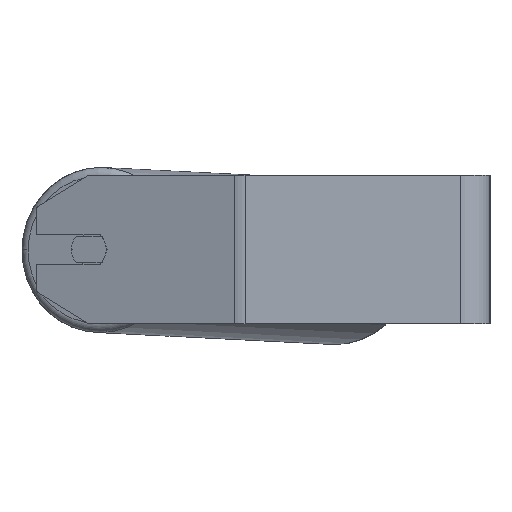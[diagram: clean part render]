
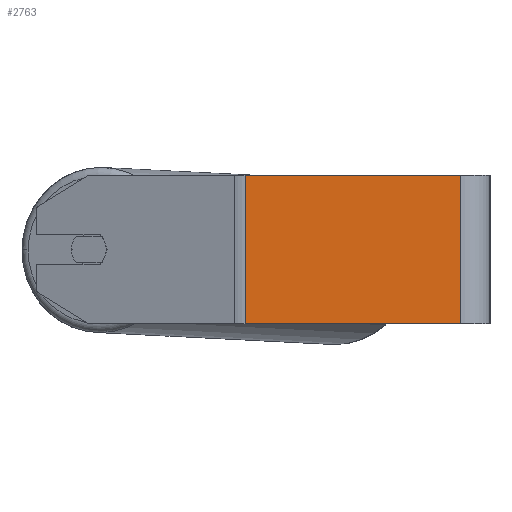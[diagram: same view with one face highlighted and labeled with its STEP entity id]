
A CAD part, left-side view. The second image highlights one B-rep face of the part: STEP entity #2763.
In plain terms, the highlighted planar face has unit normal (-1, 0, 0).
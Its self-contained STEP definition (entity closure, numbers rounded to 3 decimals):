
#48 = VECTOR ( 'NONE', #3339, 1000. ) ;
#233 = CARTESIAN_POINT ( 'NONE',  ( -420., 134.723, 40. ) ) ;
#268 = ORIENTED_EDGE ( 'NONE', *, *, #1280, .T. ) ;
#356 = DIRECTION ( 'NONE',  ( 0., 0., -1. ) ) ;
#1280 = EDGE_CURVE ( 'NONE', #3221, #6660, #6518, .T. ) ;
#1439 = LINE ( 'NONE', #5007, #5586 ) ;
#1461 = CARTESIAN_POINT ( 'NONE',  ( -420., 134.723, 40. ) ) ;
#1505 = CARTESIAN_POINT ( 'NONE',  ( -420., 131.902, 40. ) ) ;
#1852 = CARTESIAN_POINT ( 'NONE',  ( -420., 16., 40. ) ) ;
#2020 = LINE ( 'NONE', #1461, #48 ) ;
#2136 = EDGE_CURVE ( 'NONE', #5168, #3052, #1439, .T. ) ;
#2257 = CARTESIAN_POINT ( 'NONE',  ( -420., 16., -40. ) ) ;
#2496 = DIRECTION ( 'NONE',  ( 0., -1., 0. ) ) ;
#2763 = ADVANCED_FACE ( 'NONE', ( #5298 ), #4718, .F. ) ;
#2903 = ORIENTED_EDGE ( 'NONE', *, *, #2136, .F. ) ;
#3052 = VERTEX_POINT ( 'NONE', #2257 ) ;
#3063 = AXIS2_PLACEMENT_3D ( 'NONE', #233, #5885, #6987 ) ;
#3171 = EDGE_LOOP ( 'NONE', ( #4656, #2903, #4754, #268 ) ) ;
#3221 = VERTEX_POINT ( 'NONE', #1505 ) ;
#3339 = DIRECTION ( 'NONE',  ( 0., -1., 0. ) ) ;
#3690 = CARTESIAN_POINT ( 'NONE',  ( -420., 131.902, 40. ) ) ;
#4656 = ORIENTED_EDGE ( 'NONE', *, *, #6091, .T. ) ;
#4718 = PLANE ( 'NONE',  #3063 ) ;
#4754 = ORIENTED_EDGE ( 'NONE', *, *, #6271, .F. ) ;
#5007 = CARTESIAN_POINT ( 'NONE',  ( -420., 16., 40. ) ) ;
#5168 = VERTEX_POINT ( 'NONE', #1852 ) ;
#5298 = FACE_OUTER_BOUND ( 'NONE', #3171, .T. ) ;
#5308 = LINE ( 'NONE', #6481, #6342 ) ;
#5586 = VECTOR ( 'NONE', #6237, 1000. ) ;
#5885 = DIRECTION ( 'NONE',  ( 1., 0., 0. ) ) ;
#6091 = EDGE_CURVE ( 'NONE', #6660, #3052, #5308, .T. ) ;
#6237 = DIRECTION ( 'NONE',  ( 0., 0., -1. ) ) ;
#6271 = EDGE_CURVE ( 'NONE', #3221, #5168, #2020, .T. ) ;
#6342 = VECTOR ( 'NONE', #2496, 1000. ) ;
#6481 = CARTESIAN_POINT ( 'NONE',  ( -420., 134.723, -40. ) ) ;
#6518 = LINE ( 'NONE', #3690, #6641 ) ;
#6641 = VECTOR ( 'NONE', #356, 1000. ) ;
#6660 = VERTEX_POINT ( 'NONE', #6719 ) ;
#6719 = CARTESIAN_POINT ( 'NONE',  ( -420., 131.902, -40. ) ) ;
#6987 = DIRECTION ( 'NONE',  ( 0., 0., -1. ) ) ;
